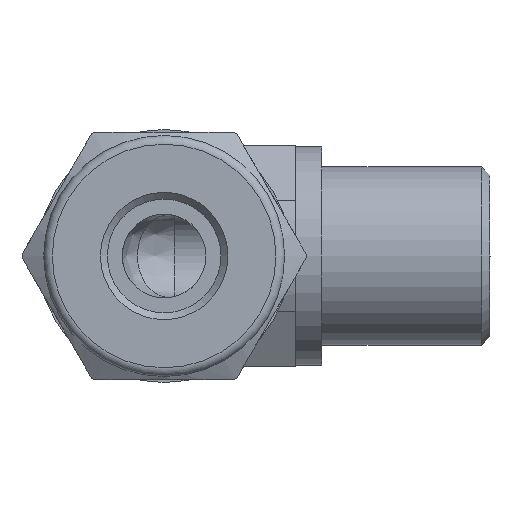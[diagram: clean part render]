
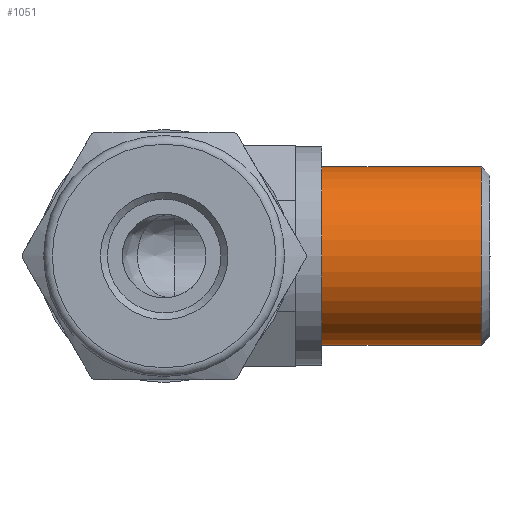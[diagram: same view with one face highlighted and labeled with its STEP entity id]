
A CAD part, left-side view. The second image highlights one B-rep face of the part: STEP entity #1051.
In plain terms, the highlighted cylindrical face has radius 5.15 mm (diameter 10.3 mm), a full revolution.
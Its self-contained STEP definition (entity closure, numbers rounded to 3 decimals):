
#58=CYLINDRICAL_SURFACE('',#1196,5.15);
#115=CIRCLE('',#1194,5.15);
#117=CIRCLE('',#1197,5.15);
#193=FACE_OUTER_BOUND('',#267,.T.);
#267=EDGE_LOOP('',(#942,#943,#944,#945));
#340=LINE('',#1952,#409);
#409=VECTOR('',#1515,5.15);
#512=VERTEX_POINT('',#1944);
#514=VERTEX_POINT('',#1950);
#656=EDGE_CURVE('',#512,#512,#115,.T.);
#659=EDGE_CURVE('',#514,#514,#117,.T.);
#660=EDGE_CURVE('',#514,#512,#340,.T.);
#942=ORIENTED_EDGE('',*,*,#659,.F.);
#943=ORIENTED_EDGE('',*,*,#660,.T.);
#944=ORIENTED_EDGE('',*,*,#656,.T.);
#945=ORIENTED_EDGE('',*,*,#660,.F.);
#1051=ADVANCED_FACE('',(#193),#58,.T.);
#1194=AXIS2_PLACEMENT_3D('',#1945,#1506,#1507);
#1196=AXIS2_PLACEMENT_3D('',#1949,#1511,#1512);
#1197=AXIS2_PLACEMENT_3D('',#1951,#1513,#1514);
#1506=DIRECTION('center_axis',(0.,1.,0.));
#1507=DIRECTION('ref_axis',(1.,0.,0.));
#1511=DIRECTION('center_axis',(0.,1.,0.));
#1512=DIRECTION('ref_axis',(-1.,0.,0.));
#1513=DIRECTION('center_axis',(0.,1.,0.));
#1514=DIRECTION('ref_axis',(1.,0.,0.));
#1515=DIRECTION('',(0.,-1.,0.));
#1944=CARTESIAN_POINT('',(5.15,-18.3,0.));
#1945=CARTESIAN_POINT('Origin',(0.,-18.3,
0.));
#1949=CARTESIAN_POINT('Origin',(0.,-13.7,
0.));
#1950=CARTESIAN_POINT('',(5.15,-9.1,0.));
#1951=CARTESIAN_POINT('Origin',(0.,-9.1,
0.));
#1952=CARTESIAN_POINT('',(5.15,-13.7,0.));
